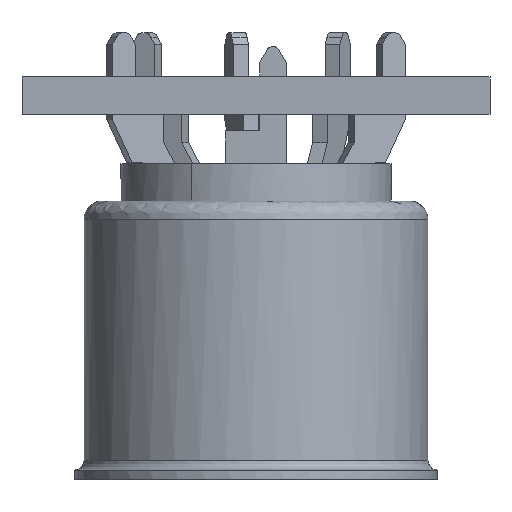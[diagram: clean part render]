
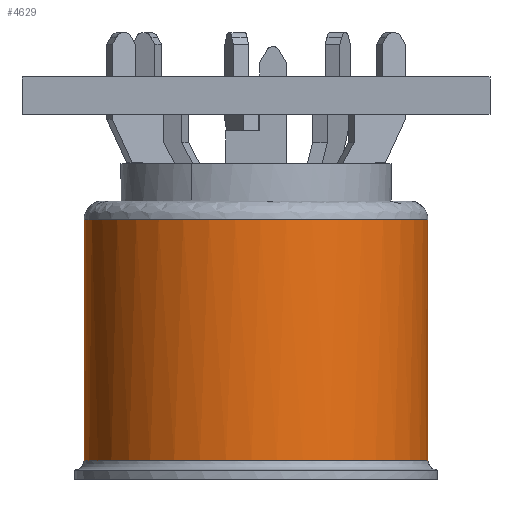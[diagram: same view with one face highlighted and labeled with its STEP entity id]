
A CAD part, front view. The second image highlights one B-rep face of the part: STEP entity #4629.
In plain terms, the highlighted free-form (B-spline) face has degree [2, 1] with [5, 2] control points.
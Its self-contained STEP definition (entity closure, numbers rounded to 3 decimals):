
#4629 = ADVANCED_FACE('',(#4630),#4666,.T.);
#4630 = FACE_BOUND('',#4631,.T.);
#4631 = EDGE_LOOP('',(#4632,#4644,#4651,#4661));
#4632 = ORIENTED_EDGE('',*,*,#4633,.T.);
#4633 = EDGE_CURVE('',#4634,#4636,#4638,.T.);
#4634 = VERTEX_POINT('',#4635);
#4635 = CARTESIAN_POINT('',(9.725,0.,1.059));
#4636 = VERTEX_POINT('',#4637);
#4637 = CARTESIAN_POINT('',(-9.725,0.,
    1.059));
#4638 = ( BOUNDED_CURVE() B_SPLINE_CURVE(2,(#4639,#4640,#4641,#4642,
#4643),.UNSPECIFIED.,.F.,.F.) B_SPLINE_CURVE_WITH_KNOTS((3,2,3),(0.,
1.571,3.142),.PIECEWISE_BEZIER_KNOTS.) CURVE() 
GEOMETRIC_REPRESENTATION_ITEM() RATIONAL_B_SPLINE_CURVE((1.,
0.707,1.,0.707,1.)) REPRESENTATION_ITEM('') );
#4639 = CARTESIAN_POINT('',(9.725,0.,1.059));
#4640 = CARTESIAN_POINT('',(9.725,-9.725,1.059
    ));
#4641 = CARTESIAN_POINT('',(0.,-9.725,
    1.059));
#4642 = CARTESIAN_POINT('',(-9.725,-9.725,
    1.059));
#4643 = CARTESIAN_POINT('',(-9.725,0.,
    1.059));
#4644 = ORIENTED_EDGE('',*,*,#4645,.T.);
#4645 = EDGE_CURVE('',#4636,#4646,#4648,.T.);
#4646 = VERTEX_POINT('',#4647);
#4647 = CARTESIAN_POINT('',(-9.725,0.,14.687));
#4648 = B_SPLINE_CURVE_WITH_KNOTS('',1,(#4649,#4650),.UNSPECIFIED.,.F.,
  .F.,(2,2),(0.,10.3),.PIECEWISE_BEZIER_KNOTS.);
#4649 = CARTESIAN_POINT('',(-9.725,0.,1.059));
#4650 = CARTESIAN_POINT('',(-9.725,0.,14.687));
#4651 = ORIENTED_EDGE('',*,*,#4652,.T.);
#4652 = EDGE_CURVE('',#4646,#4653,#4655,.T.);
#4653 = VERTEX_POINT('',#4654);
#4654 = CARTESIAN_POINT('',(9.725,0.,
    14.687));
#4655 = ( BOUNDED_CURVE() B_SPLINE_CURVE(2,(#4656,#4657,#4658,#4659,
#4660),.UNSPECIFIED.,.F.,.F.) B_SPLINE_CURVE_WITH_KNOTS((3,2,3),(0.,
1.571,3.142),.PIECEWISE_BEZIER_KNOTS.) CURVE() 
GEOMETRIC_REPRESENTATION_ITEM() RATIONAL_B_SPLINE_CURVE((1.,
0.707,1.,0.707,1.)) REPRESENTATION_ITEM('') );
#4656 = CARTESIAN_POINT('',(-9.725,0.,14.687));
#4657 = CARTESIAN_POINT('',(-9.725,-9.725,
    14.687));
#4658 = CARTESIAN_POINT('',(0.,-9.725,
    14.687));
#4659 = CARTESIAN_POINT('',(9.725,-9.725,
    14.687));
#4660 = CARTESIAN_POINT('',(9.725,0.,
    14.687));
#4661 = ORIENTED_EDGE('',*,*,#4662,.T.);
#4662 = EDGE_CURVE('',#4653,#4634,#4663,.T.);
#4663 = B_SPLINE_CURVE_WITH_KNOTS('',1,(#4664,#4665),.UNSPECIFIED.,.F.,
  .F.,(2,2),(0.,10.3),.PIECEWISE_BEZIER_KNOTS.);
#4664 = CARTESIAN_POINT('',(9.725,0.,14.687));
#4665 = CARTESIAN_POINT('',(9.725,0.,1.059));
#4666 = ( BOUNDED_SURFACE() B_SPLINE_SURFACE(2,1,(
    (#4667,#4668)
    ,(#4669,#4670)
    ,(#4671,#4672)
    ,(#4673,#4674)
    ,(#4675,#4676
)),.UNSPECIFIED.,.F.,.F.,.F.) B_SPLINE_SURFACE_WITH_KNOTS((3,2,3),(2,2),
  (3.142,4.712,6.283),(0.,10.3),
.PIECEWISE_BEZIER_KNOTS.) GEOMETRIC_REPRESENTATION_ITEM() 
RATIONAL_B_SPLINE_SURFACE((
    (1.,1.)
    ,(0.707,0.707)
    ,(1.,1.)
    ,(0.707,0.707)
,(1.,1.))) REPRESENTATION_ITEM('') SURFACE() );
#4667 = CARTESIAN_POINT('',(9.725,0.,
    1.059));
#4668 = CARTESIAN_POINT('',(9.725,0.,
    14.687));
#4669 = CARTESIAN_POINT('',(9.725,-9.725,1.059
    ));
#4670 = CARTESIAN_POINT('',(9.725,-9.725,
    14.687));
#4671 = CARTESIAN_POINT('',(0.,-9.725,
    1.059));
#4672 = CARTESIAN_POINT('',(0.,-9.725,
    14.687));
#4673 = CARTESIAN_POINT('',(-9.725,-9.725,
    1.059));
#4674 = CARTESIAN_POINT('',(-9.725,-9.725,
    14.687));
#4675 = CARTESIAN_POINT('',(-9.725,0.,
    1.059));
#4676 = CARTESIAN_POINT('',(-9.725,0.,
    14.687));
